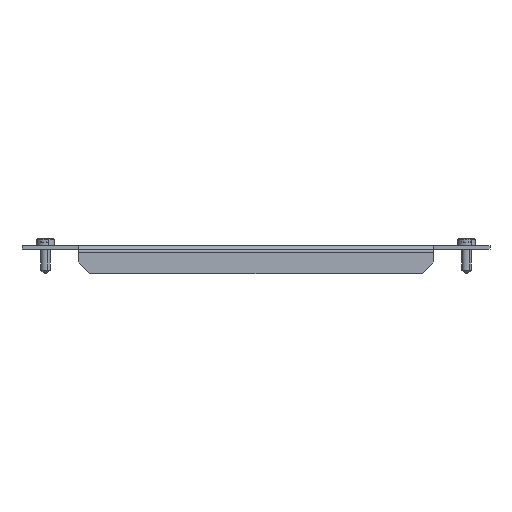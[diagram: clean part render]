
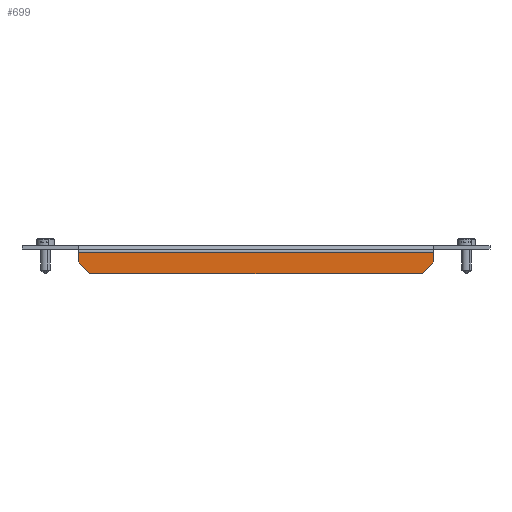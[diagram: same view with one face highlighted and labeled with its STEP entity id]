
A CAD part, front view. The second image highlights one B-rep face of the part: STEP entity #699.
In plain terms, the highlighted planar face has unit normal (0, -1, 0).
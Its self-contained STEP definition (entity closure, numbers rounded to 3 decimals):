
#127 = VECTOR ( 'NONE', #1361, 1000. ) ;
#186 = VERTEX_POINT ( 'NONE', #232 ) ;
#197 = VERTEX_POINT ( 'NONE', #775 ) ;
#223 = ORIENTED_EDGE ( 'NONE', *, *, #1586, .T. ) ;
#232 = CARTESIAN_POINT ( 'NONE',  ( 76., -10., -2.8 ) ) ;
#395 = AXIS2_PLACEMENT_3D ( 'NONE', #550, #1444, #1812 ) ;
#467 = CARTESIAN_POINT ( 'NONE',  ( 76., -10., -7. ) ) ;
#476 = LINE ( 'NONE', #1225, #1387 ) ;
#504 = ORIENTED_EDGE ( 'NONE', *, *, #2133, .T. ) ;
#550 = CARTESIAN_POINT ( 'NONE',  ( 0., -10., 0. ) ) ;
#662 = DIRECTION ( 'NONE',  ( 0., 0., -1. ) ) ;
#663 = CARTESIAN_POINT ( 'NONE',  ( 0., -10., -12. ) ) ;
#699 = ADVANCED_FACE ( 'NONE', ( #1483 ), #2232, .F. ) ;
#775 = CARTESIAN_POINT ( 'NONE',  ( -71., -10., -12. ) ) ;
#830 = DIRECTION ( 'NONE',  ( 1., 0., 0. ) ) ;
#837 = EDGE_CURVE ( 'NONE', #1285, #186, #1110, .T. ) ;
#910 = VECTOR ( 'NONE', #2402, 1000. ) ;
#955 = VECTOR ( 'NONE', #2412, 1000. ) ;
#1002 = CARTESIAN_POINT ( 'NONE',  ( -76., -10., -2.8 ) ) ;
#1094 = CARTESIAN_POINT ( 'NONE',  ( 76., -10., 0. ) ) ;
#1110 = LINE ( 'NONE', #1094, #910 ) ;
#1149 = EDGE_LOOP ( 'NONE', ( #2120, #504, #1329, #1269, #223, #2267 ) ) ;
#1203 = LINE ( 'NONE', #2352, #1461 ) ;
#1225 = CARTESIAN_POINT ( 'NONE',  ( 76., -10., -7. ) ) ;
#1243 = CARTESIAN_POINT ( 'NONE',  ( -76., -10., -7. ) ) ;
#1269 = ORIENTED_EDGE ( 'NONE', *, *, #1847, .F. ) ;
#1277 = LINE ( 'NONE', #1659, #955 ) ;
#1282 = CARTESIAN_POINT ( 'NONE',  ( 71., -10., -12. ) ) ;
#1285 = VERTEX_POINT ( 'NONE', #467 ) ;
#1297 = VERTEX_POINT ( 'NONE', #1243 ) ;
#1329 = ORIENTED_EDGE ( 'NONE', *, *, #837, .T. ) ;
#1361 = DIRECTION ( 'NONE',  ( 0.707, 0., -0.707 ) ) ;
#1377 = LINE ( 'NONE', #663, #2096 ) ;
#1387 = VECTOR ( 'NONE', #1979, 1000. ) ;
#1401 = CARTESIAN_POINT ( 'NONE',  ( -71., -10., -12. ) ) ;
#1444 = DIRECTION ( 'NONE',  ( 0., 1., 0. ) ) ;
#1461 = VECTOR ( 'NONE', #662, 1000. ) ;
#1483 = FACE_OUTER_BOUND ( 'NONE', #1149, .T. ) ;
#1586 = EDGE_CURVE ( 'NONE', #2288, #1297, #1203, .T. ) ;
#1659 = CARTESIAN_POINT ( 'NONE',  ( 76., -10., -2.8 ) ) ;
#1785 = LINE ( 'NONE', #1401, #127 ) ;
#1812 = DIRECTION ( 'NONE',  ( 0., 0., 1. ) ) ;
#1847 = EDGE_CURVE ( 'NONE', #2288, #186, #1277, .T. ) ;
#1979 = DIRECTION ( 'NONE',  ( 0.707, 0., 0.707 ) ) ;
#2096 = VECTOR ( 'NONE', #830, 1000. ) ;
#2120 = ORIENTED_EDGE ( 'NONE', *, *, #2219, .T. ) ;
#2133 = EDGE_CURVE ( 'NONE', #2334, #1285, #476, .T. ) ;
#2219 = EDGE_CURVE ( 'NONE', #197, #2334, #1377, .T. ) ;
#2227 = EDGE_CURVE ( 'NONE', #1297, #197, #1785, .T. ) ;
#2232 = PLANE ( 'NONE',  #395 ) ;
#2267 = ORIENTED_EDGE ( 'NONE', *, *, #2227, .T. ) ;
#2288 = VERTEX_POINT ( 'NONE', #1002 ) ;
#2334 = VERTEX_POINT ( 'NONE', #1282 ) ;
#2352 = CARTESIAN_POINT ( 'NONE',  ( -76., -10., 0. ) ) ;
#2402 = DIRECTION ( 'NONE',  ( 0., 0., 1. ) ) ;
#2412 = DIRECTION ( 'NONE',  ( 1., 0., 0. ) ) ;
